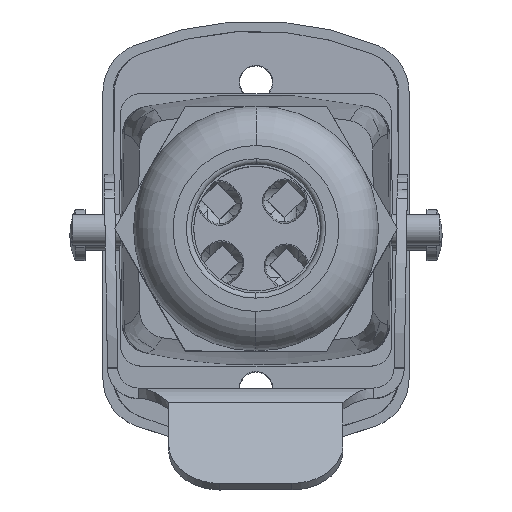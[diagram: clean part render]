
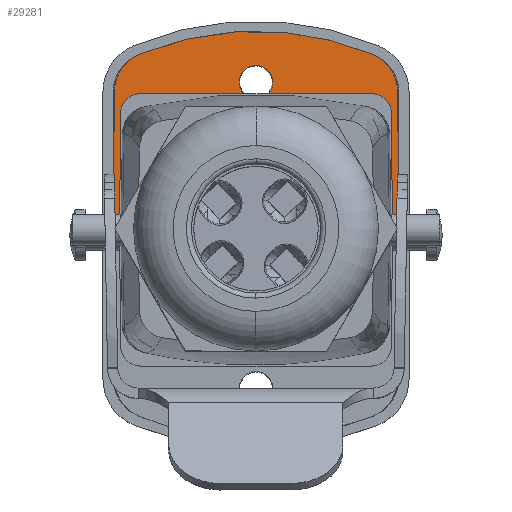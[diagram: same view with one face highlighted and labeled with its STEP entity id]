
A CAD part, top view. The second image highlights one B-rep face of the part: STEP entity #29281.
In plain terms, the highlighted planar face has unit normal (0, 0.018, 1).
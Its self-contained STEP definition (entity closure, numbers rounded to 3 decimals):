
#29251=AXIS2_PLACEMENT_3D('Plane Axis2P3D',#29248,#29249,#29250) ;
#28381=CARTESIAN_POINT('Line Origine',(5.25,25.024,4.92)) ;
#28385=CARTESIAN_POINT('Vertex',(6.25,25.024,4.92)) ;
#28387=CARTESIAN_POINT('Vertex',(4.25,25.024,4.92)) ;
#28446=CARTESIAN_POINT('Vertex',(32.25,25.024,4.92)) ;
#28449=CARTESIAN_POINT('Line Origine',(31.25,25.024,4.92)) ;
#28453=CARTESIAN_POINT('Vertex',(30.25,25.024,4.92)) ;
#28538=CARTESIAN_POINT('Vertex',(32.127,39.11,4.674)) ;
#28545=CARTESIAN_POINT('Vertex',(29.647,42.775,4.61)) ;
#28549=CARTESIAN_POINT('Control Point',(29.647,42.775,4.61)) ;
#28550=CARTESIAN_POINT('Control Point',(30.731,42.33,4.618)) ;
#28551=CARTESIAN_POINT('Control Point',(31.646,41.456,4.633)) ;
#28552=CARTESIAN_POINT('Control Point',(32.117,40.282,4.654)) ;
#28553=CARTESIAN_POINT('Control Point',(32.127,39.11,4.674)) ;
#28572=CARTESIAN_POINT('Vertex',(6.853,42.775,4.61)) ;
#28576=CARTESIAN_POINT('Control Point',(6.853,42.775,4.61)) ;
#28577=CARTESIAN_POINT('Control Point',(12.26,44.996,4.571)) ;
#28578=CARTESIAN_POINT('Control Point',(18.25,45.812,4.557)) ;
#28579=CARTESIAN_POINT('Control Point',(24.24,44.996,4.571)) ;
#28580=CARTESIAN_POINT('Control Point',(29.647,42.775,4.61)) ;
#28598=CARTESIAN_POINT('Vertex',(4.373,39.11,4.674)) ;
#28602=CARTESIAN_POINT('Control Point',(6.853,42.775,4.61)) ;
#28603=CARTESIAN_POINT('Control Point',(5.769,42.33,4.618)) ;
#28604=CARTESIAN_POINT('Control Point',(4.854,41.456,4.633)) ;
#28605=CARTESIAN_POINT('Control Point',(4.383,40.282,4.654)) ;
#28606=CARTESIAN_POINT('Control Point',(4.373,39.11,4.674)) ;
#28889=CARTESIAN_POINT('Vertex',(17.459,41.472,4.633)) ;
#28893=CARTESIAN_POINT('Control Point',(17.459,41.472,4.633)) ;
#28894=CARTESIAN_POINT('Control Point',(17.088,41.27,4.636)) ;
#28895=CARTESIAN_POINT('Control Point',(16.783,40.949,4.642)) ;
#28896=CARTESIAN_POINT('Control Point',(16.593,40.537,4.649)) ;
#28897=CARTESIAN_POINT('Control Point',(16.526,39.874,4.661)) ;
#28898=CARTESIAN_POINT('Control Point',(16.757,39.275,4.671)) ;
#28899=CARTESIAN_POINT('Control Point',(16.866,39.089,4.674)) ;
#28900=CARTESIAN_POINT('Control Point',(17.262,38.61,4.683)) ;
#28901=CARTESIAN_POINT('Control Point',(17.848,38.345,4.687)) ;
#28902=CARTESIAN_POINT('Control Point',(18.275,38.298,4.688)) ;
#28903=CARTESIAN_POINT('Control Point',(18.688,38.383,4.687)) ;
#28904=CARTESIAN_POINT('Control Point',(19.041,38.576,4.683)) ;
#28905=CARTESIAN_POINT('Vertex',(19.041,38.576,4.683)) ;
#28921=CARTESIAN_POINT('Control Point',(19.041,38.576,4.683)) ;
#28922=CARTESIAN_POINT('Control Point',(19.412,38.779,4.68)) ;
#28923=CARTESIAN_POINT('Control Point',(19.717,39.1,4.674)) ;
#28924=CARTESIAN_POINT('Control Point',(19.907,39.512,4.667)) ;
#28925=CARTESIAN_POINT('Control Point',(19.974,40.174,4.656)) ;
#28926=CARTESIAN_POINT('Control Point',(19.743,40.773,4.645)) ;
#28927=CARTESIAN_POINT('Control Point',(19.634,40.959,4.642)) ;
#28928=CARTESIAN_POINT('Control Point',(19.238,41.439,4.633)) ;
#28929=CARTESIAN_POINT('Control Point',(18.652,41.703,4.629)) ;
#28930=CARTESIAN_POINT('Control Point',(18.225,41.751,4.628)) ;
#28931=CARTESIAN_POINT('Control Point',(17.812,41.665,4.63)) ;
#28932=CARTESIAN_POINT('Control Point',(17.459,41.472,4.633)) ;
#29068=CARTESIAN_POINT('Line Origine',(30.173,29.452,4.843)) ;
#29072=CARTESIAN_POINT('Vertex',(30.095,33.88,4.765)) ;
#29129=CARTESIAN_POINT('Vertex',(26.896,37.024,4.711)) ;
#29133=CARTESIAN_POINT('Control Point',(26.896,37.024,4.711)) ;
#29134=CARTESIAN_POINT('Control Point',(27.89,37.024,4.711)) ;
#29135=CARTESIAN_POINT('Control Point',(28.885,36.639,4.717)) ;
#29136=CARTESIAN_POINT('Control Point',(29.676,35.863,4.731)) ;
#29137=CARTESIAN_POINT('Control Point',(30.078,34.874,4.748)) ;
#29138=CARTESIAN_POINT('Control Point',(30.095,33.88,4.765)) ;
#29152=CARTESIAN_POINT('Line Origine',(18.25,37.024,4.711)) ;
#29156=CARTESIAN_POINT('Vertex',(9.604,37.024,4.711)) ;
#29180=CARTESIAN_POINT('Vertex',(6.405,33.88,4.765)) ;
#29184=CARTESIAN_POINT('Control Point',(9.604,37.024,4.711)) ;
#29185=CARTESIAN_POINT('Control Point',(8.61,37.024,4.711)) ;
#29186=CARTESIAN_POINT('Control Point',(7.615,36.639,4.717)) ;
#29187=CARTESIAN_POINT('Control Point',(6.824,35.863,4.731)) ;
#29188=CARTESIAN_POINT('Control Point',(6.422,34.874,4.748)) ;
#29189=CARTESIAN_POINT('Control Point',(6.405,33.88,4.765)) ;
#29203=CARTESIAN_POINT('Line Origine',(6.327,29.452,4.843)) ;
#29248=CARTESIAN_POINT('Axis2P3D Location',(18.25,25.024,4.92)) ;
#29253=CARTESIAN_POINT('Line Origine',(32.189,32.067,4.797)) ;
#29258=CARTESIAN_POINT('Line Origine',(4.311,32.067,4.797)) ;
#28382=DIRECTION('Vector Direction',(-1.,0.,0.)) ;
#28450=DIRECTION('Vector Direction',(-1.,0.,0.)) ;
#29069=DIRECTION('Vector Direction',(-0.017,1.,-0.017)) ;
#29153=DIRECTION('Vector Direction',(1.,0.,0.)) ;
#29204=DIRECTION('Vector Direction',(0.017,1.,-0.017)) ;
#29249=DIRECTION('Axis2P3D Direction',(0.,0.017,1.)) ;
#29250=DIRECTION('Axis2P3D XDirection',(0.,1.,-0.017)) ;
#29254=DIRECTION('Vector Direction',(-0.009,1.,-0.017)) ;
#29259=DIRECTION('Vector Direction',(0.009,1.,-0.017)) ;
#28383=VECTOR('Line Direction',#28382,1.) ;
#28451=VECTOR('Line Direction',#28450,1.) ;
#29070=VECTOR('Line Direction',#29069,1.) ;
#29154=VECTOR('Line Direction',#29153,1.) ;
#29205=VECTOR('Line Direction',#29204,1.) ;
#29255=VECTOR('Line Direction',#29254,1.) ;
#29260=VECTOR('Line Direction',#29259,1.) ;
#29264=ORIENTED_EDGE('',*,*,#28455,.F.) ;
#29265=ORIENTED_EDGE('',*,*,#29257,.T.) ;
#29266=ORIENTED_EDGE('',*,*,#28554,.F.) ;
#29267=ORIENTED_EDGE('',*,*,#28581,.F.) ;
#29268=ORIENTED_EDGE('',*,*,#28607,.T.) ;
#29269=ORIENTED_EDGE('',*,*,#29262,.F.) ;
#29270=ORIENTED_EDGE('',*,*,#28389,.F.) ;
#29271=ORIENTED_EDGE('',*,*,#29207,.T.) ;
#29272=ORIENTED_EDGE('',*,*,#29190,.F.) ;
#29273=ORIENTED_EDGE('',*,*,#29158,.T.) ;
#29274=ORIENTED_EDGE('',*,*,#29139,.T.) ;
#29275=ORIENTED_EDGE('',*,*,#29074,.F.) ;
#29278=ORIENTED_EDGE('',*,*,#28933,.F.) ;
#29279=ORIENTED_EDGE('',*,*,#28907,.F.) ;
#29280=FACE_BOUND('',#29277,.T.) ;
#29281=ADVANCED_FACE('Hauptk\X2\00F6\X0\rper',(#29276,#29280),#29252,.T.) ;
#28548=B_SPLINE_CURVE_WITH_KNOTS('',4,(#28549,#28550,#28551,#28552,#28553),.UNSPECIFIED.,.F.,.U.,(5,5),(0.,6.633),.UNSPECIFIED.) ;
#28575=B_SPLINE_CURVE_WITH_KNOTS('',4,(#28576,#28577,#28578,#28579,#28580),.UNSPECIFIED.,.F.,.U.,(5,5),(0.,33.066),.UNSPECIFIED.) ;
#28601=B_SPLINE_CURVE_WITH_KNOTS('',4,(#28602,#28603,#28604,#28605,#28606),.UNSPECIFIED.,.F.,.U.,(5,5),(0.,6.633),.UNSPECIFIED.) ;
#28892=B_SPLINE_CURVE_WITH_KNOTS('',5,(#28893,#28894,#28895,#28896,#28897,#28898,#28899,#28900,#28901,#28902,#28903,#28904),.UNSPECIFIED.,.F.,.U.,(6,3,3,6),(0.,2.986,4.483,7.331),.UNSPECIFIED.) ;
#28920=B_SPLINE_CURVE_WITH_KNOTS('',5,(#28921,#28922,#28923,#28924,#28925,#28926,#28927,#28928,#28929,#28930,#28931,#28932),.UNSPECIFIED.,.F.,.U.,(6,3,3,6),(0.,2.986,4.483,7.331),.UNSPECIFIED.) ;
#29132=B_SPLINE_CURVE_WITH_KNOTS('',5,(#29133,#29134,#29135,#29136,#29137,#29138),.UNSPECIFIED.,.F.,.U.,(6,6),(0.,7.03),.UNSPECIFIED.) ;
#29183=B_SPLINE_CURVE_WITH_KNOTS('',5,(#29184,#29185,#29186,#29187,#29188,#29189),.UNSPECIFIED.,.F.,.U.,(6,6),(0.,7.03),.UNSPECIFIED.) ;
#28389=EDGE_CURVE('',#28386,#28388,#28384,.T.) ;
#28455=EDGE_CURVE('',#28447,#28454,#28452,.T.) ;
#28554=EDGE_CURVE('',#28546,#28539,#28548,.T.) ;
#28581=EDGE_CURVE('',#28573,#28546,#28575,.T.) ;
#28607=EDGE_CURVE('',#28573,#28599,#28601,.T.) ;
#28907=EDGE_CURVE('',#28890,#28906,#28892,.T.) ;
#28933=EDGE_CURVE('',#28906,#28890,#28920,.T.) ;
#29074=EDGE_CURVE('',#28454,#29073,#29071,.T.) ;
#29139=EDGE_CURVE('',#29130,#29073,#29132,.T.) ;
#29158=EDGE_CURVE('',#29157,#29130,#29155,.T.) ;
#29190=EDGE_CURVE('',#29157,#29181,#29183,.T.) ;
#29207=EDGE_CURVE('',#28386,#29181,#29206,.T.) ;
#29257=EDGE_CURVE('',#28447,#28539,#29256,.T.) ;
#29262=EDGE_CURVE('',#28388,#28599,#29261,.T.) ;
#29263=EDGE_LOOP('',(#29264,#29265,#29266,#29267,#29268,#29269,#29270,#29271,#29272,#29273,#29274,#29275)) ;
#29277=EDGE_LOOP('',(#29278,#29279)) ;
#29276=FACE_OUTER_BOUND('',#29263,.T.) ;
#28384=LINE('Line',#28381,#28383) ;
#28452=LINE('Line',#28449,#28451) ;
#29071=LINE('Line',#29068,#29070) ;
#29155=LINE('Line',#29152,#29154) ;
#29206=LINE('Line',#29203,#29205) ;
#29256=LINE('Line',#29253,#29255) ;
#29261=LINE('Line',#29258,#29260) ;
#29252=PLANE('',#29251) ;
#28386=VERTEX_POINT('',#28385) ;
#28388=VERTEX_POINT('',#28387) ;
#28447=VERTEX_POINT('',#28446) ;
#28454=VERTEX_POINT('',#28453) ;
#28539=VERTEX_POINT('',#28538) ;
#28546=VERTEX_POINT('',#28545) ;
#28573=VERTEX_POINT('',#28572) ;
#28599=VERTEX_POINT('',#28598) ;
#28890=VERTEX_POINT('',#28889) ;
#28906=VERTEX_POINT('',#28905) ;
#29073=VERTEX_POINT('',#29072) ;
#29130=VERTEX_POINT('',#29129) ;
#29157=VERTEX_POINT('',#29156) ;
#29181=VERTEX_POINT('',#29180) ;
